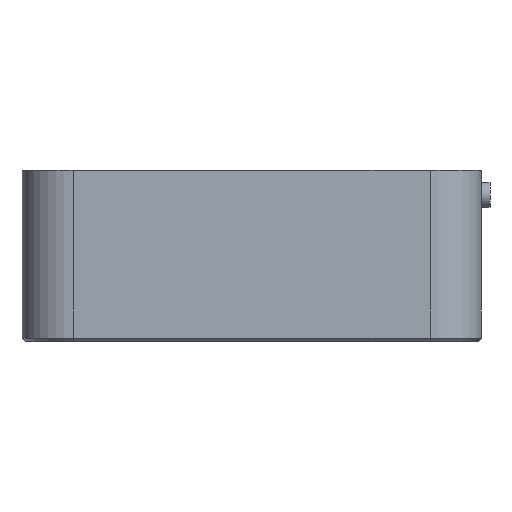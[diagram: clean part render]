
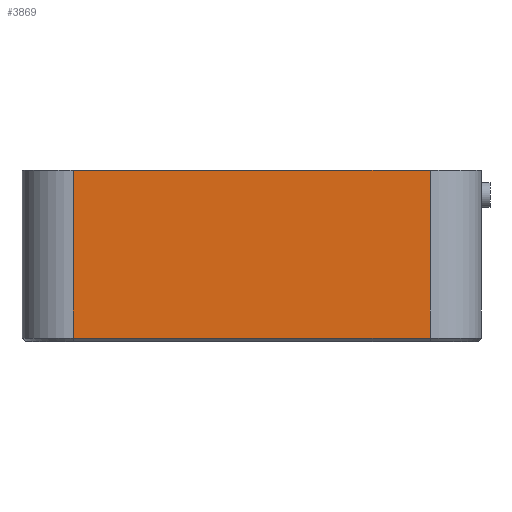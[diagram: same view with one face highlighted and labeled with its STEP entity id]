
A CAD part, front view. The second image highlights one B-rep face of the part: STEP entity #3869.
In plain terms, the highlighted planar face has unit normal (0, -1, 0).
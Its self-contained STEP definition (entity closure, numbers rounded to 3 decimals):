
#260=LINE('',#6357,#536);
#275=LINE('',#6396,#551);
#331=LINE('',#6589,#607);
#334=LINE('',#6595,#610);
#536=VECTOR('',#5177,10.);
#551=VECTOR('',#5220,10.);
#607=VECTOR('',#5468,10.);
#610=VECTOR('',#5477,10.);
#1086=FACE_OUTER_BOUND('',#1452,.T.);
#1452=EDGE_LOOP('',(#3610,#3611,#3612,#3613));
#1980=VERTEX_POINT('',#6349);
#1982=VERTEX_POINT('',#6355);
#1992=VERTEX_POINT('',#6395);
#2033=VERTEX_POINT('',#6588);
#2443=EDGE_CURVE('',#1982,#1980,#260,.T.);
#2462=EDGE_CURVE('',#1980,#1992,#275,.T.);
#2557=EDGE_CURVE('',#1992,#2033,#331,.T.);
#2561=EDGE_CURVE('',#1982,#2033,#334,.T.);
#3610=ORIENTED_EDGE('',*,*,#2443,.F.);
#3611=ORIENTED_EDGE('',*,*,#2561,.T.);
#3612=ORIENTED_EDGE('',*,*,#2557,.F.);
#3613=ORIENTED_EDGE('',*,*,#2462,.F.);
#3676=PLANE('',#4323);
#3869=ADVANCED_FACE('',(#1086),#3676,.T.);
#4323=AXIS2_PLACEMENT_3D('',#6596,#5478,#5479);
#5177=DIRECTION('',(-1.,0.,0.));
#5220=DIRECTION('',(0.,0.,1.));
#5468=DIRECTION('',(1.,0.,0.));
#5477=DIRECTION('',(0.,0.,1.));
#5478=DIRECTION('center_axis',(0.,-1.,0.));
#5479=DIRECTION('ref_axis',(1.,0.,0.));
#6349=CARTESIAN_POINT('',(-47.72,0.,-19.6));
#6355=CARTESIAN_POINT('',(-6.,0.,-19.6));
#6357=CARTESIAN_POINT('',(-37.29,0.,-19.6));
#6395=CARTESIAN_POINT('',(-47.72,0.,0.));
#6396=CARTESIAN_POINT('',(-47.72,0.,-20.));
#6588=CARTESIAN_POINT('',(-6.,0.,0.));
#6589=CARTESIAN_POINT('',(-37.29,0.,0.));
#6595=CARTESIAN_POINT('',(-6.,0.,-20.));
#6596=CARTESIAN_POINT('Origin',(-47.72,0.,-20.));
